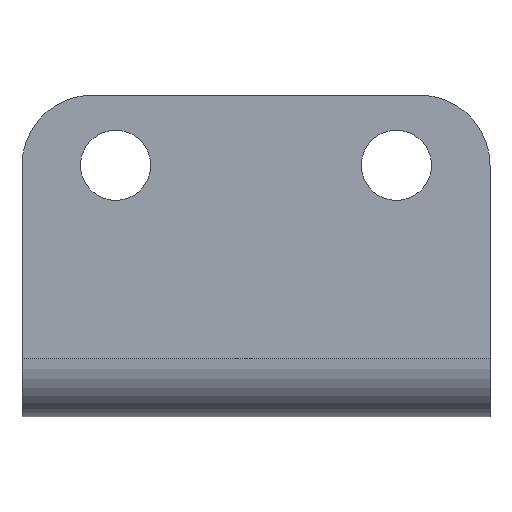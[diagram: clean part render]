
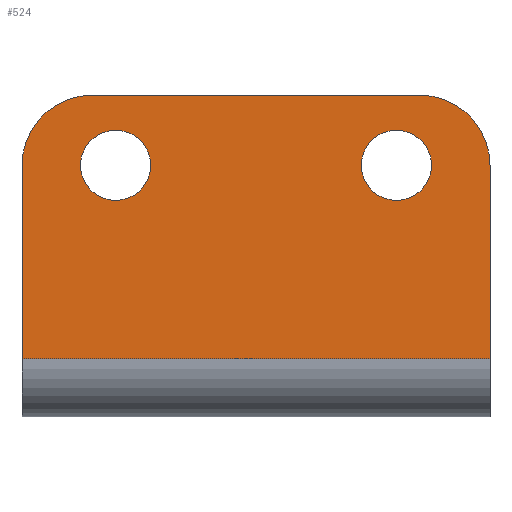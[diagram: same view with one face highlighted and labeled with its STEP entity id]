
A CAD part, front view. The second image highlights one B-rep face of the part: STEP entity #524.
In plain terms, the highlighted planar face has unit normal (0, -1, 0).
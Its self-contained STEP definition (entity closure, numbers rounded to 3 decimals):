
#1 = AXIS2_PLACEMENT_3D ( 'NONE', #227, #441, #548 ) ;
#4 = EDGE_CURVE ( 'NONE', #484, #249, #316, .T. ) ;
#11 = CARTESIAN_POINT ( 'NONE',  ( 8.889, -1.449, -11.026 ) ) ;
#24 = CARTESIAN_POINT ( 'NONE',  ( -5.333, -1.449, -2.348 ) ) ;
#27 = CARTESIAN_POINT ( 'NONE',  ( -8.889, -1.449, -3.681 ) ) ;
#31 = EDGE_LOOP ( 'NONE', ( #257, #127 ) ) ;
#47 = ORIENTED_EDGE ( 'NONE', *, *, #360, .F. ) ;
#65 = PLANE ( 'NONE',  #319 ) ;
#66 = CARTESIAN_POINT ( 'NONE',  ( 5.333, -1.449, -3.681 ) ) ;
#71 = ORIENTED_EDGE ( 'NONE', *, *, #468, .F. ) ;
#75 = EDGE_CURVE ( 'NONE', #230, #571, #597, .T. ) ;
#81 = DIRECTION ( 'NONE',  ( 0., 0., -1. ) ) ;
#83 = CARTESIAN_POINT ( 'NONE',  ( -6.222, -1.449, -3.681 ) ) ;
#89 = CARTESIAN_POINT ( 'NONE',  ( 8.889, -1.449, -1.014 ) ) ;
#94 = LINE ( 'NONE', #192, #276 ) ;
#106 = EDGE_CURVE ( 'NONE', #249, #230, #311, .T. ) ;
#110 = CARTESIAN_POINT ( 'NONE',  ( -5.333, -1.449, -3.681 ) ) ;
#117 = VERTEX_POINT ( 'NONE', #509 ) ;
#121 = AXIS2_PLACEMENT_3D ( 'NONE', #124, #343, #549 ) ;
#124 = CARTESIAN_POINT ( 'NONE',  ( 5.333, -1.449, -3.681 ) ) ;
#127 = ORIENTED_EDGE ( 'NONE', *, *, #384, .F. ) ;
#131 = CARTESIAN_POINT ( 'NONE',  ( 5.333, -1.449, -2.348 ) ) ;
#155 = AXIS2_PLACEMENT_3D ( 'NONE', #268, #281, #527 ) ;
#157 = ORIENTED_EDGE ( 'NONE', *, *, #671, .T. ) ;
#164 = FACE_BOUND ( 'NONE', #256, .T. ) ;
#166 = VECTOR ( 'NONE', #621, 1000. ) ;
#177 = DIRECTION ( 'NONE',  ( -1., 0., 0. ) ) ;
#189 = DIRECTION ( 'NONE',  ( 0., 0., 1. ) ) ;
#192 = CARTESIAN_POINT ( 'NONE',  ( -8.889, -1.449, -1.014 ) ) ;
#227 = CARTESIAN_POINT ( 'NONE',  ( 6.222, -1.449, -3.681 ) ) ;
#230 = VERTEX_POINT ( 'NONE', #419 ) ;
#232 = EDGE_CURVE ( 'NONE', #511, #324, #305, .T. ) ;
#234 = CARTESIAN_POINT ( 'NONE',  ( 8.889, -1.449, -11.026 ) ) ;
#249 = VERTEX_POINT ( 'NONE', #425 ) ;
#256 = EDGE_LOOP ( 'NONE', ( #71, #470 ) ) ;
#257 = ORIENTED_EDGE ( 'NONE', *, *, #361, .F. ) ;
#268 = CARTESIAN_POINT ( 'NONE',  ( -5.333, -1.449, -3.681 ) ) ;
#271 = CIRCLE ( 'NONE', #532, 1.333 ) ;
#276 = VECTOR ( 'NONE', #81, 1000. ) ;
#281 = DIRECTION ( 'NONE',  ( 0., -1., 0. ) ) ;
#293 = DIRECTION ( 'NONE',  ( 0., -1., 0. ) ) ;
#298 = VERTEX_POINT ( 'NONE', #234 ) ;
#304 = LINE ( 'NONE', #656, #642 ) ;
#305 = CIRCLE ( 'NONE', #448, 1.333 ) ;
#307 = CIRCLE ( 'NONE', #155, 1.333 ) ;
#311 = LINE ( 'NONE', #89, #166 ) ;
#312 = VERTEX_POINT ( 'NONE', #131 ) ;
#316 = CIRCLE ( 'NONE', #1, 2.667 ) ;
#319 = AXIS2_PLACEMENT_3D ( 'NONE', #554, #666, #603 ) ;
#324 = VERTEX_POINT ( 'NONE', #24 ) ;
#330 = DIRECTION ( 'NONE',  ( 0., -1., 0. ) ) ;
#343 = DIRECTION ( 'NONE',  ( 0., -1., 0. ) ) ;
#344 = ORIENTED_EDGE ( 'NONE', *, *, #75, .T. ) ;
#354 = DIRECTION ( 'NONE',  ( 0., 0., -1. ) ) ;
#360 = EDGE_CURVE ( 'NONE', #298, #117, #495, .T. ) ;
#361 = EDGE_CURVE ( 'NONE', #312, #402, #424, .T. ) ;
#363 = ORIENTED_EDGE ( 'NONE', *, *, #106, .T. ) ;
#384 = EDGE_CURVE ( 'NONE', #402, #312, #271, .T. ) ;
#402 = VERTEX_POINT ( 'NONE', #610 ) ;
#419 = CARTESIAN_POINT ( 'NONE',  ( -6.222, -1.449, -1.014 ) ) ;
#424 = CIRCLE ( 'NONE', #121, 1.333 ) ;
#425 = CARTESIAN_POINT ( 'NONE',  ( 6.222, -1.449, -1.014 ) ) ;
#435 = FACE_BOUND ( 'NONE', #31, .T. ) ;
#441 = DIRECTION ( 'NONE',  ( 0., -1., 0. ) ) ;
#448 = AXIS2_PLACEMENT_3D ( 'NONE', #110, #330, #533 ) ;
#451 = ORIENTED_EDGE ( 'NONE', *, *, #4, .T. ) ;
#461 = DIRECTION ( 'NONE',  ( 0., -1., 0. ) ) ;
#468 = EDGE_CURVE ( 'NONE', #324, #511, #307, .T. ) ;
#470 = ORIENTED_EDGE ( 'NONE', *, *, #232, .F. ) ;
#484 = VERTEX_POINT ( 'NONE', #485 ) ;
#485 = CARTESIAN_POINT ( 'NONE',  ( 8.889, -1.449, -3.681 ) ) ;
#495 = LINE ( 'NONE', #11, #626 ) ;
#496 = DIRECTION ( 'NONE',  ( 0., 0., 1. ) ) ;
#505 = EDGE_LOOP ( 'NONE', ( #363, #344, #157, #47, #601, #451 ) ) ;
#509 = CARTESIAN_POINT ( 'NONE',  ( -8.889, -1.449, -11.026 ) ) ;
#511 = VERTEX_POINT ( 'NONE', #627 ) ;
#524 = ADVANCED_FACE ( 'NONE', ( #435, #164, #644 ), #65, .F. ) ;
#527 = DIRECTION ( 'NONE',  ( 0., 0., 1. ) ) ;
#532 = AXIS2_PLACEMENT_3D ( 'NONE', #66, #293, #496 ) ;
#533 = DIRECTION ( 'NONE',  ( 0., 0., 1. ) ) ;
#548 = DIRECTION ( 'NONE',  ( 0., 0., 1. ) ) ;
#549 = DIRECTION ( 'NONE',  ( 0., 0., 1. ) ) ;
#554 = CARTESIAN_POINT ( 'NONE',  ( 8.889, -1.449, -1.014 ) ) ;
#564 = EDGE_CURVE ( 'NONE', #484, #298, #304, .T. ) ;
#571 = VERTEX_POINT ( 'NONE', #27 ) ;
#597 = CIRCLE ( 'NONE', #668, 2.667 ) ;
#601 = ORIENTED_EDGE ( 'NONE', *, *, #564, .F. ) ;
#603 = DIRECTION ( 'NONE',  ( 0., 0., 1. ) ) ;
#610 = CARTESIAN_POINT ( 'NONE',  ( 5.333, -1.449, -5.014 ) ) ;
#621 = DIRECTION ( 'NONE',  ( -1., 0., 0. ) ) ;
#626 = VECTOR ( 'NONE', #177, 1000. ) ;
#627 = CARTESIAN_POINT ( 'NONE',  ( -5.333, -1.449, -5.014 ) ) ;
#642 = VECTOR ( 'NONE', #354, 1000. ) ;
#644 = FACE_OUTER_BOUND ( 'NONE', #505, .T. ) ;
#656 = CARTESIAN_POINT ( 'NONE',  ( 8.889, -1.449, -1.014 ) ) ;
#666 = DIRECTION ( 'NONE',  ( 0., 1., 0. ) ) ;
#668 = AXIS2_PLACEMENT_3D ( 'NONE', #83, #461, #189 ) ;
#671 = EDGE_CURVE ( 'NONE', #571, #117, #94, .T. ) ;
